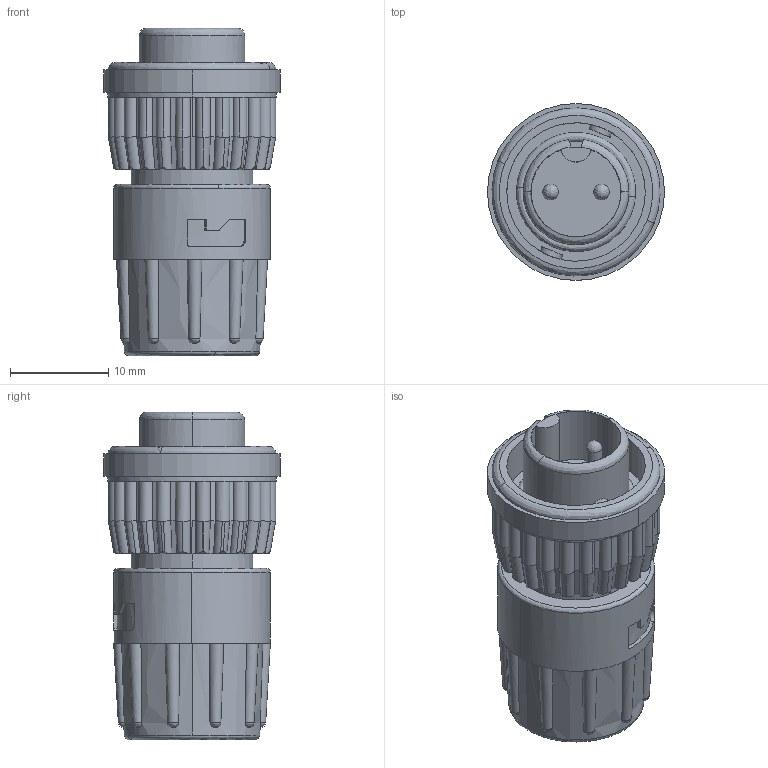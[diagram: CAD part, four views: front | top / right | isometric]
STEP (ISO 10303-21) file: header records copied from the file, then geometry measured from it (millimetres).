
FILE_DESCRIPTION (( 'STEP AP203' ), '1' );
FILE_NAME ('6380-2PG-321.STEP', '2015-11-12T22:36:39', ( '' ), ( '' ), 'SwSTEP 2.0', 'SolidWorks 2014', '' );
FILE_SCHEMA (( 'CONFIG_CONTROL_DESIGN' ));
Length unit declared in the file: inch
Products named in the file (1): 6380-2PG-321
Bounding box: 18.03 x 18.03 x 33.4 mm (x, y, z)
Volume: 5246.7 mm3; surface area: 3028.2 mm2
Topology: 1 solids, 1 shells, 320 faces, 915 edges, 607 vertices
Faces by surface type: cylinder 185, plane 71, bspline 60, cone 4
Entity records: 15980 total; most frequent: CARTESIAN_POINT 8675, ORIENTED_EDGE 1822, DIRECTION 1223, EDGE_CURVE 911, VERTEX_POINT 607, AXIS2_PLACEMENT_3D 495, EDGE_LOOP 334, ADVANCED_FACE 320
